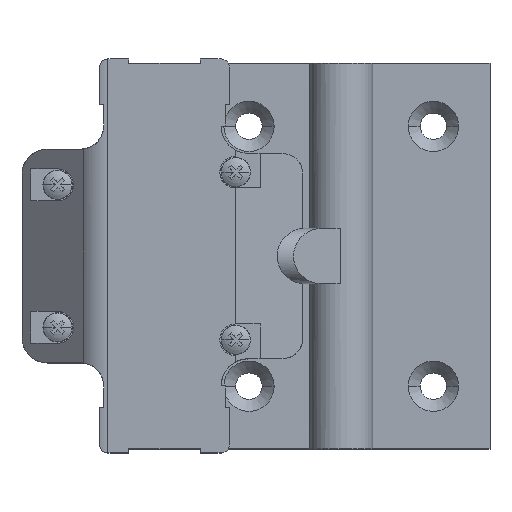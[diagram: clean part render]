
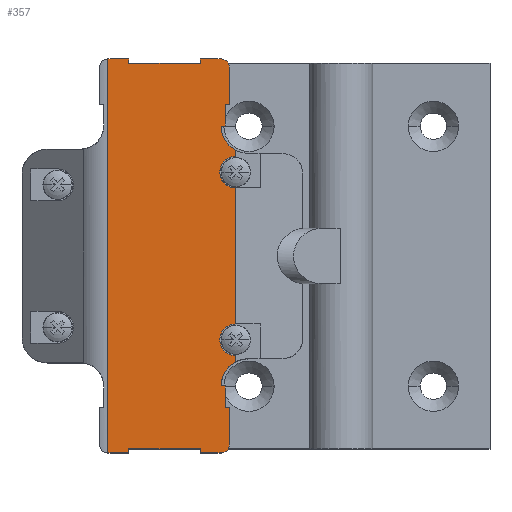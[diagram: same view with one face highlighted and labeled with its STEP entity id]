
A CAD part, top view. The second image highlights one B-rep face of the part: STEP entity #357.
In plain terms, the highlighted planar face has unit normal (0, 0, 1).
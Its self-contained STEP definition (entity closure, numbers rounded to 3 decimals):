
#357=ADVANCED_FACE('',(#894),#895,.T.);
#894=FACE_OUTER_BOUND('',#1604,.T.);
#895=PLANE('',#1605);
#1604=EDGE_LOOP('',(#2704,#2705,#2706,#2707,#2708,#2709,#2710,#2711,#2712,#2713,#2714,#2715,#2716,#2717,#2718,#2719,#2720,#2721,#2722,#2723,#2724,#2725,#2726,#2727,#2728,#2729,#2730,#2731,#2732,#2733));
#1605=AXIS2_PLACEMENT_3D('',#2734,#2735,#2736);
#2704=ORIENTED_EDGE('',*,*,#4673,.T.);
#2705=ORIENTED_EDGE('',*,*,#4671,.T.);
#2706=ORIENTED_EDGE('',*,*,#4689,.T.);
#2707=ORIENTED_EDGE('',*,*,#4691,.T.);
#2708=ORIENTED_EDGE('',*,*,#4692,.T.);
#2709=ORIENTED_EDGE('',*,*,#4653,.T.);
#2710=ORIENTED_EDGE('',*,*,#4657,.T.);
#2711=ORIENTED_EDGE('',*,*,#4660,.T.);
#2712=ORIENTED_EDGE('',*,*,#4663,.T.);
#2713=ORIENTED_EDGE('',*,*,#4693,.T.);
#2714=ORIENTED_EDGE('',*,*,#4694,.T.);
#2715=ORIENTED_EDGE('',*,*,#4695,.T.);
#2716=ORIENTED_EDGE('',*,*,#4696,.T.);
#2717=ORIENTED_EDGE('',*,*,#4697,.T.);
#2718=ORIENTED_EDGE('',*,*,#4698,.F.);
#2719=ORIENTED_EDGE('',*,*,#4699,.T.);
#2720=ORIENTED_EDGE('',*,*,#4700,.T.);
#2721=ORIENTED_EDGE('',*,*,#4701,.T.);
#2722=ORIENTED_EDGE('',*,*,#4702,.T.);
#2723=ORIENTED_EDGE('',*,*,#4703,.T.);
#2724=ORIENTED_EDGE('',*,*,#4704,.T.);
#2725=ORIENTED_EDGE('',*,*,#4705,.T.);
#2726=ORIENTED_EDGE('',*,*,#4706,.T.);
#2727=ORIENTED_EDGE('',*,*,#4707,.T.);
#2728=ORIENTED_EDGE('',*,*,#4708,.T.);
#2729=ORIENTED_EDGE('',*,*,#4666,.T.);
#2730=ORIENTED_EDGE('',*,*,#4709,.T.);
#2731=ORIENTED_EDGE('',*,*,#4680,.T.);
#2732=ORIENTED_EDGE('',*,*,#4684,.T.);
#2733=ORIENTED_EDGE('',*,*,#4710,.T.);
#2734=CARTESIAN_POINT('',(34.,47.0,36.0));
#2735=DIRECTION('',(0.0,0.,1.0));
#2736=DIRECTION('',(-1.0,0.0,0.0));
#4653=EDGE_CURVE('',#5756,#5754,#5757,.T.);
#4657=EDGE_CURVE('',#5754,#5760,#5762,.T.);
#4660=EDGE_CURVE('',#5760,#5764,#5766,.T.);
#4663=EDGE_CURVE('',#5764,#5768,#5770,.T.);
#4666=EDGE_CURVE('',#5774,#5772,#5775,.T.);
#4671=EDGE_CURVE('',#5778,#5780,#5782,.T.);
#4673=EDGE_CURVE('',#5784,#5778,#5785,.T.);
#4680=EDGE_CURVE('',#5794,#5795,#5796,.T.);
#4684=EDGE_CURVE('',#5795,#5790,#5800,.T.);
#4689=EDGE_CURVE('',#5780,#5804,#5806,.T.);
#4691=EDGE_CURVE('',#5804,#5808,#5809,.T.);
#4692=EDGE_CURVE('',#5808,#5756,#5810,.T.);
#4693=EDGE_CURVE('',#5768,#5811,#5812,.T.);
#4694=EDGE_CURVE('',#5811,#5813,#5814,.T.);
#4695=EDGE_CURVE('',#5813,#5815,#5816,.T.);
#4696=EDGE_CURVE('',#5815,#5817,#5818,.T.);
#4697=EDGE_CURVE('',#5817,#5819,#5820,.T.);
#4698=EDGE_CURVE('',#5821,#5819,#5822,.T.);
#4699=EDGE_CURVE('',#5821,#5823,#5824,.T.);
#4700=EDGE_CURVE('',#5823,#5825,#5826,.T.);
#4701=EDGE_CURVE('',#5825,#5827,#5828,.T.);
#4702=EDGE_CURVE('',#5827,#5829,#5830,.T.);
#4703=EDGE_CURVE('',#5829,#5831,#5832,.T.);
#4704=EDGE_CURVE('',#5831,#5833,#5834,.T.);
#4705=EDGE_CURVE('',#5833,#5835,#5836,.T.);
#4706=EDGE_CURVE('',#5835,#5837,#5838,.T.);
#4707=EDGE_CURVE('',#5837,#5839,#5840,.T.);
#4708=EDGE_CURVE('',#5839,#5774,#5841,.T.);
#4709=EDGE_CURVE('',#5772,#5794,#5842,.T.);
#4710=EDGE_CURVE('',#5790,#5784,#5843,.T.);
#5754=VERTEX_POINT('',#7217);
#5756=VERTEX_POINT('',#7220);
#5757=LINE('',#7221,#7222);
#5760=VERTEX_POINT('',#7226);
#5762=LINE('',#7229,#7230);
#5764=VERTEX_POINT('',#7232);
#5766=CIRCLE('',#7235,2.);
#5768=VERTEX_POINT('',#7237);
#5770=LINE('',#7240,#7241);
#5772=VERTEX_POINT('',#7243);
#5774=VERTEX_POINT('',#7246);
#5775=LINE('',#7247,#7248);
#5778=VERTEX_POINT('',#7252);
#5780=VERTEX_POINT('',#7255);
#5782=LINE('',#7260,#7261);
#5784=VERTEX_POINT('',#7263);
#5785=CIRCLE('',#7264,3.8);
#5790=VERTEX_POINT('',#7270);
#5794=VERTEX_POINT('',#7276);
#5795=VERTEX_POINT('',#7277);
#5796=LINE('',#7278,#7279);
#5800=CIRCLE('',#7287,3.8);
#5804=VERTEX_POINT('',#7293);
#5806=CIRCLE('',#7296,6.5);
#5808=VERTEX_POINT('',#7298);
#5809=LINE('',#7299,#7300);
#5810=LINE('',#7301,#7302);
#5811=VERTEX_POINT('',#7303);
#5812=LINE('',#7304,#7305);
#5813=VERTEX_POINT('',#7306);
#5814=LINE('',#7307,#7308);
#5815=VERTEX_POINT('',#7309);
#5816=LINE('',#7310,#7311);
#5817=VERTEX_POINT('',#7312);
#5818=LINE('',#7313,#7314);
#5819=VERTEX_POINT('',#7315);
#5820=CIRCLE('',#7316,2.);
#5821=VERTEX_POINT('',#7317);
#5822=LINE('',#7318,#7319);
#5823=VERTEX_POINT('',#7320);
#5824=CIRCLE('',#7321,2.);
#5825=VERTEX_POINT('',#7322);
#5826=LINE('',#7323,#7324);
#5827=VERTEX_POINT('',#7325);
#5828=LINE('',#7326,#7327);
#5829=VERTEX_POINT('',#7328);
#5830=LINE('',#7329,#7330);
#5831=VERTEX_POINT('',#7331);
#5832=LINE('',#7332,#7333);
#5833=VERTEX_POINT('',#7334);
#5834=LINE('',#7335,#7336);
#5835=VERTEX_POINT('',#7337);
#5836=CIRCLE('',#7338,2.);
#5837=VERTEX_POINT('',#7339);
#5838=LINE('',#7340,#7341);
#5839=VERTEX_POINT('',#7342);
#5840=LINE('',#7343,#7344);
#5841=LINE('',#7345,#7346);
#5842=CIRCLE('',#7347,6.5);
#5843=LINE('',#7348,#7349);
#7217=CARTESIAN_POINT('',(49.5,83.2,36.));
#7220=CARTESIAN_POINT('',(48.5,83.2,36.));
#7221=CARTESIAN_POINT('',(41.25,83.2,36.0));
#7222=VECTOR('',#8812,1.0);
#7226=CARTESIAN_POINT('',(49.5,92.0,36.));
#7229=CARTESIAN_POINT('',(49.5,65.1,36.0));
#7230=VECTOR('',#8815,1.0);
#7232=CARTESIAN_POINT('',(47.5,94.0,36.));
#7235=AXIS2_PLACEMENT_3D('',#8817,#8818,#8819);
#7237=CARTESIAN_POINT('',(42.5,94.0,36.));
#7240=CARTESIAN_POINT('',(20.414,94.0,36.0));
#7241=VECTOR('',#8821,1.0);
#7243=CARTESIAN_POINT('',(47.5,16.,36.));
#7246=CARTESIAN_POINT('',(48.5,16.,36.));
#7247=CARTESIAN_POINT('',(41.25,16.,36.0));
#7248=VECTOR('',#8823,1.0);
#7252=CARTESIAN_POINT('',(51.,70.8,36.));
#7255=CARTESIAN_POINT('',(51.,72.234,36.));
#7260=CARTESIAN_POINT('',(51.,47.0,36.0));
#7261=VECTOR('',#8826,1.0);
#7263=CARTESIAN_POINT('',(51.,63.2,36.));
#7264=AXIS2_PLACEMENT_3D('',#8827,#8828,#8829);
#7270=CARTESIAN_POINT('',(51.,30.8,36.));
#7276=CARTESIAN_POINT('',(51.,21.766,36.));
#7277=CARTESIAN_POINT('',(51.,23.2,36.));
#7278=CARTESIAN_POINT('',(51.,47.0,36.0));
#7279=VECTOR('',#8836,1.0);
#7287=AXIS2_PLACEMENT_3D('',#8838,#8839,#8840);
#7293=CARTESIAN_POINT('',(47.5,78.0,36.));
#7296=AXIS2_PLACEMENT_3D('',#8844,#8845,#8846);
#7298=CARTESIAN_POINT('',(48.5,78.0,36.));
#7299=CARTESIAN_POINT('',(40.75,78.0,36.0));
#7300=VECTOR('',#8847,1.0);
#7301=CARTESIAN_POINT('',(48.5,62.5,36.0));
#7302=VECTOR('',#8848,1.0);
#7303=CARTESIAN_POINT('',(42.5,93.0,36.));
#7304=CARTESIAN_POINT('',(42.5,70.5,36.0));
#7305=VECTOR('',#8849,1.0);
#7306=CARTESIAN_POINT('',(25.5,93.0,36.));
#7307=CARTESIAN_POINT('',(38.25,93.0,36.0));
#7308=VECTOR('',#8850,1.0);
#7309=CARTESIAN_POINT('',(25.5,94.0,36.));
#7310=CARTESIAN_POINT('',(25.5,70.0,36.0));
#7311=VECTOR('',#8851,1.0);
#7312=CARTESIAN_POINT('',(20.5,94.,36.));
#7313=CARTESIAN_POINT('',(20.414,94.0,36.0));
#7314=VECTOR('',#8852,1.0);
#7315=CARTESIAN_POINT('',(20.414,93.998,36.0));
#7316=AXIS2_PLACEMENT_3D('',#8853,#8854,#8855);
#7317=CARTESIAN_POINT('',(20.414,0.002,36.0));
#7318=CARTESIAN_POINT('',(20.414,47.0,36.0));
#7319=VECTOR('',#8856,1.0);
#7320=CARTESIAN_POINT('',(20.5,0.,36.));
#7321=AXIS2_PLACEMENT_3D('',#8857,#8858,#8859);
#7322=CARTESIAN_POINT('',(25.5,0.,36.));
#7323=CARTESIAN_POINT('',(47.2,0.0,36.0));
#7324=VECTOR('',#8860,1.0);
#7325=CARTESIAN_POINT('',(25.5,1.,36.));
#7326=CARTESIAN_POINT('',(25.5,23.5,36.0));
#7327=VECTOR('',#8861,1.0);
#7328=CARTESIAN_POINT('',(42.5,1.,36.));
#7329=CARTESIAN_POINT('',(29.75,1.,36.0));
#7330=VECTOR('',#8862,1.0);
#7331=CARTESIAN_POINT('',(42.5,0.,36.));
#7332=CARTESIAN_POINT('',(42.5,24.,36.0));
#7333=VECTOR('',#8863,1.0);
#7334=CARTESIAN_POINT('',(47.5,0.,36.));
#7335=CARTESIAN_POINT('',(47.2,0.0,36.0));
#7336=VECTOR('',#8864,1.0);
#7337=CARTESIAN_POINT('',(49.5,2.,36.));
#7338=AXIS2_PLACEMENT_3D('',#8865,#8866,#8867);
#7339=CARTESIAN_POINT('',(49.5,10.8,36.));
#7340=CARTESIAN_POINT('',(49.5,24.5,36.0));
#7341=VECTOR('',#8868,1.0);
#7342=CARTESIAN_POINT('',(48.5,10.8,36.));
#7343=CARTESIAN_POINT('',(41.75,10.8,36.0));
#7344=VECTOR('',#8869,1.0);
#7345=CARTESIAN_POINT('',(48.5,28.9,36.0));
#7346=VECTOR('',#8870,1.0);
#7347=AXIS2_PLACEMENT_3D('',#8871,#8872,#8873);
#7348=CARTESIAN_POINT('',(51.,47.0,36.0));
#7349=VECTOR('',#8874,1.0);
#8812=DIRECTION('',(1.0,0.0,0.0));
#8815=DIRECTION('',(0.0,1.0,0.));
#8817=CARTESIAN_POINT('',(47.5,92.0,36.0));
#8818=DIRECTION('',(0.,0.,1.0));
#8819=DIRECTION('',(0.,1.0,0.));
#8821=DIRECTION('',(-1.0,0.0,0.0));
#8823=DIRECTION('',(-1.0,0.0,0.0));
#8826=DIRECTION('',(0.0,1.0,0.));
#8827=CARTESIAN_POINT('',(51.,67.0,36.0));
#8828=DIRECTION('',(0.,0.,-1.0));
#8829=DIRECTION('',(0.,1.0,0.));
#8836=DIRECTION('',(0.0,1.0,0.));
#8838=CARTESIAN_POINT('',(51.,27.0,36.0));
#8839=DIRECTION('',(0.0,0.0,-1.0));
#8840=DIRECTION('',(0.0,1.0,0.0));
#8844=CARTESIAN_POINT('',(54.,78.0,36.0));
#8845=DIRECTION('',(-0.0,0.,-1.0));
#8846=DIRECTION('',(-1.0,0.0,0.0));
#8847=DIRECTION('',(1.0,0.0,0.0));
#8848=DIRECTION('',(0.0,1.0,0.));
#8849=DIRECTION('',(0.0,-1.0,0.));
#8850=DIRECTION('',(-1.0,0.0,0.0));
#8851=DIRECTION('',(0.0,1.0,0.));
#8852=DIRECTION('',(-1.0,0.0,0.0));
#8853=CARTESIAN_POINT('',(20.5,92.0,36.0));
#8854=DIRECTION('',(0.,0.,1.0));
#8855=DIRECTION('',(-1.0,0.,0.));
#8856=DIRECTION('',(0.0,1.0,0.));
#8857=CARTESIAN_POINT('',(20.5,2.,36.0));
#8858=DIRECTION('',(0.,0.,1.0));
#8859=DIRECTION('',(0.,-1.0,-0.0));
#8860=DIRECTION('',(1.0,0.0,0.0));
#8861=DIRECTION('',(0.0,1.0,0.));
#8862=DIRECTION('',(1.0,0.0,0.0));
#8863=DIRECTION('',(0.0,-1.0,0.));
#8864=DIRECTION('',(1.0,0.0,0.0));
#8865=CARTESIAN_POINT('',(47.5,2.0,36.0));
#8866=DIRECTION('',(0.,0.,1.0));
#8867=DIRECTION('',(1.0,0.,0.));
#8868=DIRECTION('',(0.0,1.0,0.));
#8869=DIRECTION('',(-1.0,0.0,0.0));
#8870=DIRECTION('',(0.0,1.0,0.));
#8871=CARTESIAN_POINT('',(54.,16.,36.0));
#8872=DIRECTION('',(0.0,0.0,-1.0));
#8873=DIRECTION('',(0.0,1.0,0.0));
#8874=DIRECTION('',(0.0,1.0,0.));
